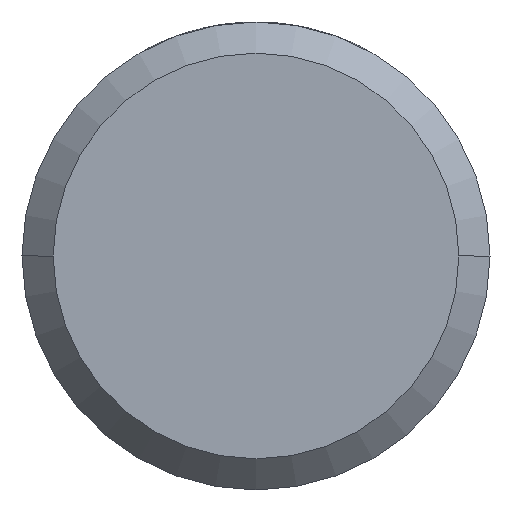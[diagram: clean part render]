
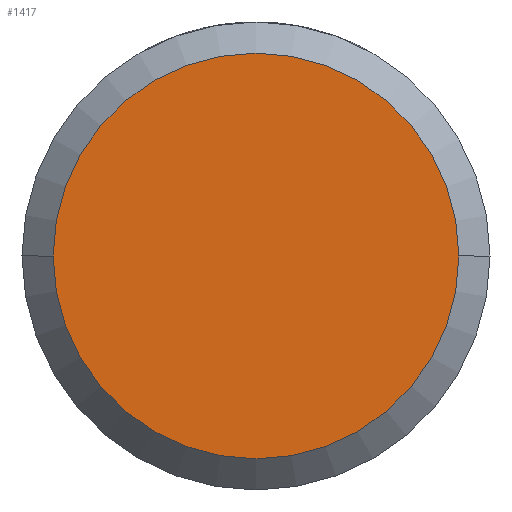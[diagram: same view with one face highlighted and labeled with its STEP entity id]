
A CAD part, front view. The second image highlights one B-rep face of the part: STEP entity #1417.
In plain terms, the highlighted planar face has unit normal (0, -1, 0).
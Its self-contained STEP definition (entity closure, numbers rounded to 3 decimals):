
#474 = EDGE_LOOP ( 'NONE', ( #696, #2753 ) ) ;
#489 = DIRECTION ( 'NONE',  ( 1., 0., 0. ) ) ;
#622 = AXIS2_PLACEMENT_3D ( 'NONE', #1613, #943, #489 ) ;
#696 = ORIENTED_EDGE ( 'NONE', *, *, #2942, .T. ) ;
#806 = DIRECTION ( 'NONE',  ( 0., -1., 0. ) ) ;
#811 = CARTESIAN_POINT ( 'NONE',  ( 1.3, 0., 0. ) ) ;
#833 = DIRECTION ( 'NONE',  ( 1., 0., 0. ) ) ;
#943 = DIRECTION ( 'NONE',  ( 0., -1., 0. ) ) ;
#1026 = FACE_OUTER_BOUND ( 'NONE', #474, .T. ) ;
#1035 = CIRCLE ( 'NONE', #622, 1.3 ) ;
#1114 = CIRCLE ( 'NONE', #1209, 1.3 ) ;
#1209 = AXIS2_PLACEMENT_3D ( 'NONE', #1292, #2866, #833 ) ;
#1260 = AXIS2_PLACEMENT_3D ( 'NONE', #1923, #806, #2373 ) ;
#1292 = CARTESIAN_POINT ( 'NONE',  ( 0., 0., 0. ) ) ;
#1417 = ADVANCED_FACE ( 'Defeature ausgef�hrt2_2', ( #1026 ), #1572, .T. ) ;
#1572 = PLANE ( 'NONE',  #1260 ) ;
#1613 = CARTESIAN_POINT ( 'NONE',  ( 0., 0., 0. ) ) ;
#1738 = CARTESIAN_POINT ( 'NONE',  ( -1.3, 0., 0. ) ) ;
#1923 = CARTESIAN_POINT ( 'NONE',  ( 0., 0., 0. ) ) ;
#2132 = VERTEX_POINT ( 'NONE', #1738 ) ;
#2152 = VERTEX_POINT ( 'NONE', #811 ) ;
#2202 = EDGE_CURVE ( 'Defeature ausgef�hrt2_2+Defeature ausgef�hrt2_1+Defeature ausgef�hrt2_1+Defeature ausgef�hrt2_1', #2152, #2132, #1114, .T. ) ;
#2373 = DIRECTION ( 'NONE',  ( 1., 0., 0. ) ) ;
#2753 = ORIENTED_EDGE ( 'NONE', *, *, #2202, .T. ) ;
#2866 = DIRECTION ( 'NONE',  ( 0., -1., 0. ) ) ;
#2942 = EDGE_CURVE ( 'Defeature ausgef�hrt2_2+Defeature ausgef�hrt2_1+Defeature ausgef�hrt2_1+Defeature ausgef�hrt2_1', #2132, #2152, #1035, .T. ) ;
